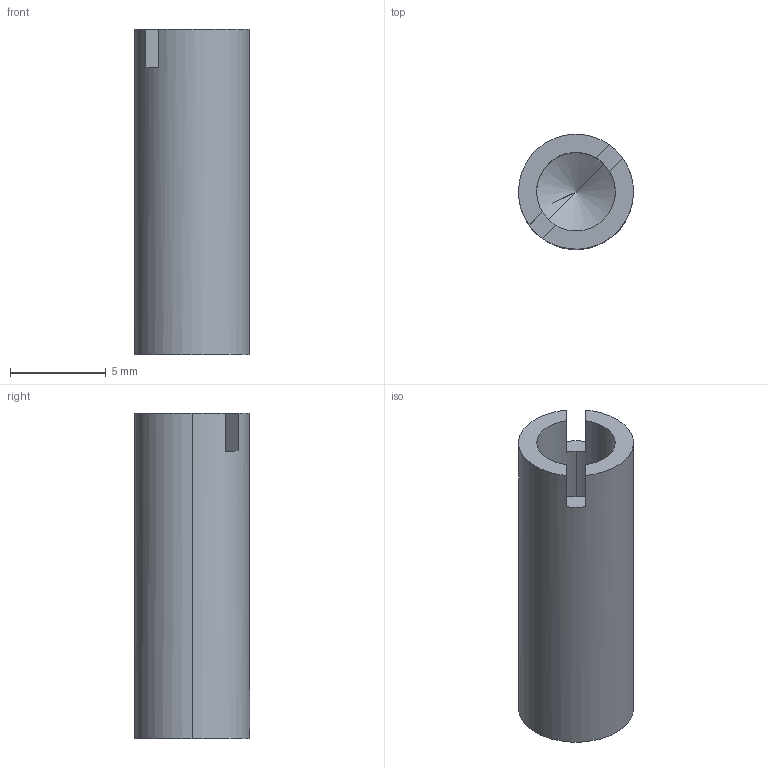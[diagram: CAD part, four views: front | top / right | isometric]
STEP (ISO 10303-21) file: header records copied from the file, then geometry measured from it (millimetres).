
FILE_DESCRIPTION(('Creo Elements/Direct Modeling STEP Export'),'2;1');
FILE_NAME('model.stp','2020-10-03T 0:03:58',(''),(''),'Creo Elements/Direct Modeling STEP processor for AP214 (Solid Model)','Creo Elements/Direct Modeling 20.1A 29-Sep-2018 (C) Parametric Technology GmbH','');
FILE_SCHEMA(('AUTOMOTIVE_DESIGN { 1 0 10303 214 1 1 1 1 }'));
Length unit declared in the file: millimetre
Products named in the file (2): PSB_6_5_6-select
Assembly tree (1 placements, depth 2):
  PSB_6_5_6-select
    PSB_6_5_6-select
Bounding box: 6 x 6 x 17 mm (x, y, z)
Volume: 339.5 mm3; surface area: 507.6 mm2
Topology: 1 solids, 1 shells, 15 faces, 40 edges, 25 vertices
Faces by surface type: plane 9, cylinder 4, cone 2
Entity records: 544 total; most frequent: ORIENTED_EDGE 76, CARTESIAN_POINT 63, DIRECTION 58, EDGE_CURVE 38, VERTEX_POINT 25, AXIS2_PLACEMENT_3D 20, VECTOR 18, LINE 18
